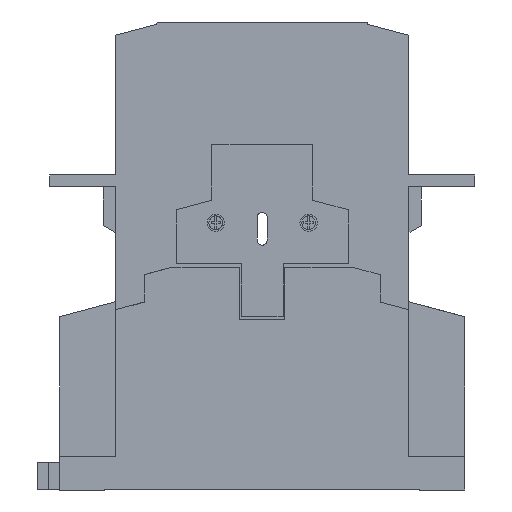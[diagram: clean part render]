
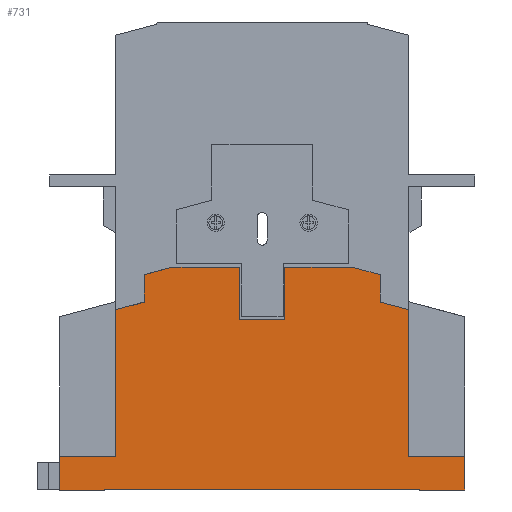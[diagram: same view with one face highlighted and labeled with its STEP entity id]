
A CAD part, left-side view. The second image highlights one B-rep face of the part: STEP entity #731.
In plain terms, the highlighted planar face has unit normal (-1, 0, 0).
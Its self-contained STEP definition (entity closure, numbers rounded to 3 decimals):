
#731 = ADVANCED_FACE( '', ( #2201 ), #2202, .F. );
#2201 = FACE_OUTER_BOUND( '', #3736, .T. );
#2202 = PLANE( '', #3737 );
#3736 = EDGE_LOOP( '', ( #9149, #9150, #9151, #9152, #9153, #9154, #9155, #9156, #9157, #9158, #9159, #9160, #9161, #9162, #9163, #9164, #9165, #9166, #9167, #9168, #9169, #9170 ) );
#3737 = AXIS2_PLACEMENT_3D( '', #9171, #9172, #9173 );
#9149 = ORIENTED_EDGE( '', *, *, #10348, .T. );
#9150 = ORIENTED_EDGE( '', *, *, #11183, .T. );
#9151 = ORIENTED_EDGE( '', *, *, #11402, .T. );
#9152 = ORIENTED_EDGE( '', *, *, #11403, .T. );
#9153 = ORIENTED_EDGE( '', *, *, #11404, .T. );
#9154 = ORIENTED_EDGE( '', *, *, #11303, .T. );
#9155 = ORIENTED_EDGE( '', *, *, #11399, .T. );
#9156 = ORIENTED_EDGE( '', *, *, #11405, .F. );
#9157 = ORIENTED_EDGE( '', *, *, #11406, .T. );
#9158 = ORIENTED_EDGE( '', *, *, #11407, .F. );
#9159 = ORIENTED_EDGE( '', *, *, #11408, .F. );
#9160 = ORIENTED_EDGE( '', *, *, #11409, .T. );
#9161 = ORIENTED_EDGE( '', *, *, #11377, .T. );
#9162 = ORIENTED_EDGE( '', *, *, #11382, .F. );
#9163 = ORIENTED_EDGE( '', *, *, #11410, .T. );
#9164 = ORIENTED_EDGE( '', *, *, #11286, .T. );
#9165 = ORIENTED_EDGE( '', *, *, #11411, .T. );
#9166 = ORIENTED_EDGE( '', *, *, #11412, .T. );
#9167 = ORIENTED_EDGE( '', *, *, #11413, .T. );
#9168 = ORIENTED_EDGE( '', *, *, #11414, .T. );
#9169 = ORIENTED_EDGE( '', *, *, #10341, .T. );
#9170 = ORIENTED_EDGE( '', *, *, #10345, .T. );
#9171 = CARTESIAN_POINT( '', ( 0., 0., 0. ) );
#9172 = DIRECTION( '', ( 1., 0., 0. ) );
#9173 = DIRECTION( '', ( 0., 0., -1. ) );
#10341 = EDGE_CURVE( '', #12753, #12754, #12755, .T. );
#10345 = EDGE_CURVE( '', #12754, #12761, #12762, .T. );
#10348 = EDGE_CURVE( '', #12761, #12766, #12767, .T. );
#11183 = EDGE_CURVE( '', #12766, #14095, #14097, .T. );
#11286 = EDGE_CURVE( '', #14261, #14259, #14262, .T. );
#11303 = EDGE_CURVE( '', #14290, #14288, #14291, .T. );
#11377 = EDGE_CURVE( '', #14404, #14402, #14405, .T. );
#11382 = EDGE_CURVE( '', #14411, #14402, #14413, .T. );
#11399 = EDGE_CURVE( '', #14288, #14438, #14440, .T. );
#11402 = EDGE_CURVE( '', #14095, #14444, #14445, .T. );
#11403 = EDGE_CURVE( '', #14444, #14446, #14447, .T. );
#11404 = EDGE_CURVE( '', #14446, #14290, #14448, .T. );
#11405 = EDGE_CURVE( '', #14449, #14438, #14450, .T. );
#11406 = EDGE_CURVE( '', #14449, #14451, #14452, .T. );
#11407 = EDGE_CURVE( '', #14453, #14451, #14454, .T. );
#11408 = EDGE_CURVE( '', #14455, #14453, #14456, .T. );
#11409 = EDGE_CURVE( '', #14455, #14404, #14457, .T. );
#11410 = EDGE_CURVE( '', #14411, #14261, #14458, .T. );
#11411 = EDGE_CURVE( '', #14259, #14459, #14460, .T. );
#11412 = EDGE_CURVE( '', #14459, #14461, #14462, .T. );
#11413 = EDGE_CURVE( '', #14461, #14463, #14464, .T. );
#11414 = EDGE_CURVE( '', #14463, #12753, #14465, .T. );
#12753 = VERTEX_POINT( '', #16284 );
#12754 = VERTEX_POINT( '', #16285 );
#12755 = LINE( '', #16286, #16287 );
#12761 = VERTEX_POINT( '', #16296 );
#12762 = LINE( '', #16297, #16298 );
#12766 = VERTEX_POINT( '', #16304 );
#12767 = LINE( '', #16305, #16306 );
#14095 = VERTEX_POINT( '', #18373 );
#14097 = LINE( '', #18376, #18377 );
#14259 = VERTEX_POINT( '', #18628 );
#14261 = VERTEX_POINT( '', #18631 );
#14262 = LINE( '', #18632, #18633 );
#14288 = VERTEX_POINT( '', #18674 );
#14290 = VERTEX_POINT( '', #18677 );
#14291 = LINE( '', #18678, #18679 );
#14402 = VERTEX_POINT( '', #18834 );
#14404 = VERTEX_POINT( '', #18837 );
#14405 = LINE( '', #18838, #18839 );
#14411 = VERTEX_POINT( '', #18848 );
#14413 = LINE( '', #18851, #18852 );
#14438 = VERTEX_POINT( '', #18892 );
#14440 = LINE( '', #18895, #18896 );
#14444 = VERTEX_POINT( '', #18902 );
#14445 = LINE( '', #18903, #18904 );
#14446 = VERTEX_POINT( '', #18905 );
#14447 = LINE( '', #18906, #18907 );
#14448 = LINE( '', #18908, #18909 );
#14449 = VERTEX_POINT( '', #18910 );
#14450 = LINE( '', #18911, #18912 );
#14451 = VERTEX_POINT( '', #18913 );
#14452 = LINE( '', #18914, #18915 );
#14453 = VERTEX_POINT( '', #18916 );
#14454 = LINE( '', #18917, #18918 );
#14455 = VERTEX_POINT( '', #18919 );
#14456 = LINE( '', #18920, #18921 );
#14457 = LINE( '', #18922, #18923 );
#14458 = LINE( '', #18924, #18925 );
#14459 = VERTEX_POINT( '', #18926 );
#14460 = LINE( '', #18927, #18928 );
#14461 = VERTEX_POINT( '', #18929 );
#14462 = LINE( '', #18930, #18931 );
#14463 = VERTEX_POINT( '', #18932 );
#14464 = LINE( '', #18933, #18934 );
#14465 = LINE( '', #18935, #18936 );
#16284 = CARTESIAN_POINT( '', ( 0., -10., 98.8 ) );
#16285 = CARTESIAN_POINT( '', ( 0., -10., 75.5 ) );
#16286 = CARTESIAN_POINT( '', ( 0., -10., 49.4 ) );
#16287 = VECTOR( '', #20283, 1. );
#16296 = CARTESIAN_POINT( '', ( 0., 10., 75.5 ) );
#16297 = CARTESIAN_POINT( '', ( 0., -5., 75.5 ) );
#16298 = VECTOR( '', #20287, 1. );
#16304 = CARTESIAN_POINT( '', ( 0., 10., 98.8 ) );
#16305 = CARTESIAN_POINT( '', ( 0., 10., 37.75 ) );
#16306 = VECTOR( '', #20290, 1. );
#18373 = CARTESIAN_POINT( '', ( 0., 40.131, 98.8 ) );
#18376 = CARTESIAN_POINT( '', ( 0., 20.066, 98.8 ) );
#18377 = VECTOR( '', #21313, 1. );
#18628 = CARTESIAN_POINT( '', ( 0., -65., 79.951 ) );
#18631 = CARTESIAN_POINT( '', ( 0., -65., 14.8 ) );
#18632 = CARTESIAN_POINT( '', ( 0., -65., 57.4 ) );
#18633 = VECTOR( '', #21440, 1. );
#18674 = CARTESIAN_POINT( '', ( 0., 65., 14.8 ) );
#18677 = CARTESIAN_POINT( '', ( 0., 65., 79.951 ) );
#18678 = CARTESIAN_POINT( '', ( 0., 65., 7.4 ) );
#18679 = VECTOR( '', #21457, 1. );
#18834 = CARTESIAN_POINT( '', ( 0., -90., -0.2 ) );
#18837 = CARTESIAN_POINT( '', ( 0., -70., -0.2 ) );
#18838 = CARTESIAN_POINT( '', ( 0., -70., -0.2 ) );
#18839 = VECTOR( '', #21587, 1. );
#18848 = CARTESIAN_POINT( '', ( 0., -90., 14.8 ) );
#18851 = CARTESIAN_POINT( '', ( 0., -90., 76.801 ) );
#18852 = VECTOR( '', #21592, 1. );
#18892 = CARTESIAN_POINT( '', ( 0., 90., 14.8 ) );
#18895 = CARTESIAN_POINT( '', ( 0., 45., 14.8 ) );
#18896 = VECTOR( '', #21609, 1. );
#18902 = CARTESIAN_POINT( '', ( 0., 52.5, 95.486 ) );
#18903 = CARTESIAN_POINT( '', ( 0., 39.944, 98.85 ) );
#18904 = VECTOR( '', #21612, 1. );
#18905 = CARTESIAN_POINT( '', ( 0., 52.5, 83.3 ) );
#18906 = CARTESIAN_POINT( '', ( 0., 52.5, 41.65 ) );
#18907 = VECTOR( '', #21613, 1. );
#18908 = CARTESIAN_POINT( '', ( 0., 44.671, 85.398 ) );
#18909 = VECTOR( '', #21614, 1. );
#18910 = CARTESIAN_POINT( '', ( 0., 90., -0.2 ) );
#18911 = CARTESIAN_POINT( '', ( 0., 90., 0. ) );
#18912 = VECTOR( '', #21615, 1. );
#18913 = CARTESIAN_POINT( '', ( 0., 70., -0.2 ) );
#18914 = CARTESIAN_POINT( '', ( 0., 90., -0.2 ) );
#18915 = VECTOR( '', #21616, 1. );
#18916 = CARTESIAN_POINT( '', ( 0., 70., 0. ) );
#18917 = CARTESIAN_POINT( '', ( 0., 70., 0.2 ) );
#18918 = VECTOR( '', #21617, 1. );
#18919 = CARTESIAN_POINT( '', ( 0., -70., 0. ) );
#18920 = CARTESIAN_POINT( '', ( 0., -90., 0. ) );
#18921 = VECTOR( '', #21618, 1. );
#18922 = CARTESIAN_POINT( '', ( 0., -70., 0.2 ) );
#18923 = VECTOR( '', #21619, 1. );
#18924 = CARTESIAN_POINT( '', ( 0., -32.5, 14.8 ) );
#18925 = VECTOR( '', #21620, 1. );
#18926 = CARTESIAN_POINT( '', ( 0., -52.5, 83.3 ) );
#18927 = CARTESIAN_POINT( '', ( 0., -38.421, 87.072 ) );
#18928 = VECTOR( '', #21621, 1. );
#18929 = CARTESIAN_POINT( '', ( 0., -52.5, 95.486 ) );
#18930 = CARTESIAN_POINT( '', ( 0., -52.5, 47.743 ) );
#18931 = VECTOR( '', #21622, 1. );
#18932 = CARTESIAN_POINT( '', ( 0., -40.131, 98.8 ) );
#18933 = CARTESIAN_POINT( '', ( 0., -33.76, 100.507 ) );
#18934 = VECTOR( '', #21623, 1. );
#18935 = CARTESIAN_POINT( '', ( 0., -4.65, 98.8 ) );
#18936 = VECTOR( '', #21624, 1. );
#20283 = DIRECTION( '', ( 0., 0., -1. ) );
#20287 = DIRECTION( '', ( 0., 1., 0. ) );
#20290 = DIRECTION( '', ( 0., 0., 1. ) );
#21313 = DIRECTION( '', ( 0., 1., 0. ) );
#21440 = DIRECTION( '', ( 0., 0., 1. ) );
#21457 = DIRECTION( '', ( 0., 0., -1. ) );
#21587 = DIRECTION( '', ( 0., -1., 0. ) );
#21592 = DIRECTION( '', ( 0., 0., -1. ) );
#21609 = DIRECTION( '', ( 0., 1., 0. ) );
#21612 = DIRECTION( '', ( 0., 0.966, -0.259 ) );
#21613 = DIRECTION( '', ( 0., 0., -1. ) );
#21614 = DIRECTION( '', ( 0., 0.966, -0.259 ) );
#21615 = DIRECTION( '', ( 0., 0., 1. ) );
#21616 = DIRECTION( '', ( 0., -1., 0. ) );
#21617 = DIRECTION( '', ( 0., 0., -1. ) );
#21618 = DIRECTION( '', ( 0., 1., 0. ) );
#21619 = DIRECTION( '', ( 0., 0., -1. ) );
#21620 = DIRECTION( '', ( 0., 1., 0. ) );
#21621 = DIRECTION( '', ( 0., 0.966, 0.259 ) );
#21622 = DIRECTION( '', ( 0., 0., 1. ) );
#21623 = DIRECTION( '', ( 0., 0.966, 0.259 ) );
#21624 = DIRECTION( '', ( 0., 1., 0. ) );
